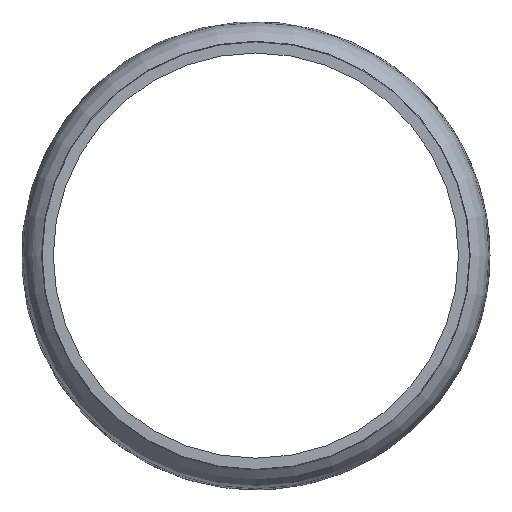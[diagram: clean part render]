
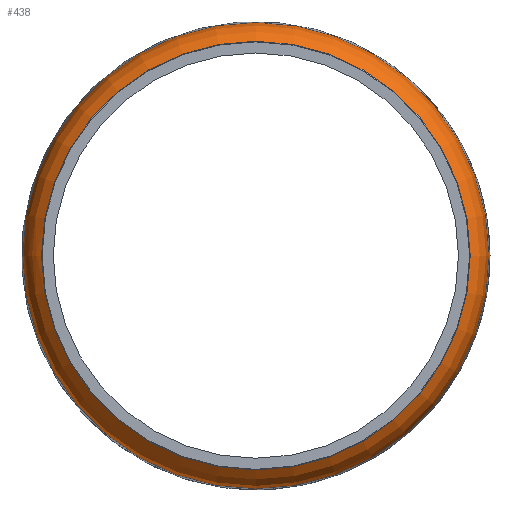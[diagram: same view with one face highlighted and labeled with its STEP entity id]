
A CAD part, top view. The second image highlights one B-rep face of the part: STEP entity #438.
In plain terms, the highlighted toroidal (fillet/blend) face has major radius 20.898 mm and minor radius 4.155 mm.
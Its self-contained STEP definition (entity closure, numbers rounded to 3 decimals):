
#19=TOROIDAL_SURFACE('',#481,20.898,4.155);
#51=FACE_OUTER_BOUND('',#77,.T.);
#77=EDGE_LOOP('',(#372,#373,#374,#375,#376,#377));
#96=CIRCLE('',#482,23.038);
#97=CIRCLE('',#483,4.155);
#98=CIRCLE('',#484,25.043);
#99=CIRCLE('',#485,25.043);
#100=CIRCLE('',#486,23.038);
#206=VERTEX_POINT('',#2142);
#207=VERTEX_POINT('',#2143);
#208=VERTEX_POINT('',#2145);
#209=VERTEX_POINT('',#2147);
#265=EDGE_CURVE('',#206,#207,#96,.T.);
#266=EDGE_CURVE('',#207,#208,#97,.T.);
#267=EDGE_CURVE('',#208,#209,#98,.T.);
#268=EDGE_CURVE('',#209,#208,#99,.T.);
#269=EDGE_CURVE('',#207,#206,#100,.T.);
#372=ORIENTED_EDGE('',*,*,#265,.T.);
#373=ORIENTED_EDGE('',*,*,#266,.T.);
#374=ORIENTED_EDGE('',*,*,#267,.T.);
#375=ORIENTED_EDGE('',*,*,#268,.T.);
#376=ORIENTED_EDGE('',*,*,#266,.F.);
#377=ORIENTED_EDGE('',*,*,#269,.T.);
#438=ADVANCED_FACE('',(#51),#19,.T.);
#481=AXIS2_PLACEMENT_3D('',#2141,#557,#558);
#482=AXIS2_PLACEMENT_3D('',#2144,#559,#560);
#483=AXIS2_PLACEMENT_3D('',#2146,#561,#562);
#484=AXIS2_PLACEMENT_3D('',#2148,#563,#564);
#485=AXIS2_PLACEMENT_3D('',#2149,#565,#566);
#486=AXIS2_PLACEMENT_3D('',#2150,#567,#568);
#557=DIRECTION('center_axis',(0.,0.,1.));
#558=DIRECTION('ref_axis',(1.,0.,0.));
#559=DIRECTION('center_axis',(0.,0.,
-1.));
#560=DIRECTION('ref_axis',(-1.,0.,0.));
#561=DIRECTION('center_axis',(0.,-1.,0.));
#562=DIRECTION('ref_axis',(-1.,0.,0.));
#563=DIRECTION('center_axis',(0.,0.,1.));
#564=DIRECTION('ref_axis',(-1.,0.,0.));
#565=DIRECTION('center_axis',(0.,0.,1.));
#566=DIRECTION('ref_axis',(-1.,0.,0.));
#567=DIRECTION('center_axis',(0.,0.,
-1.));
#568=DIRECTION('ref_axis',(-1.,0.,0.));
#2141=CARTESIAN_POINT('Origin',(64.355,7.617,9.836));
#2142=CARTESIAN_POINT('',(87.393,7.617,13.398));
#2143=CARTESIAN_POINT('',(41.317,7.617,13.398));
#2144=CARTESIAN_POINT('Origin',(64.355,7.617,13.398));
#2145=CARTESIAN_POINT('',(39.312,7.617,10.126));
#2146=CARTESIAN_POINT('Origin',(43.457,7.617,9.836));
#2147=CARTESIAN_POINT('',(89.398,7.617,10.126));
#2148=CARTESIAN_POINT('Origin',(64.355,7.617,10.126));
#2149=CARTESIAN_POINT('Origin',(64.355,7.617,10.126));
#2150=CARTESIAN_POINT('Origin',(64.355,7.617,13.398));
